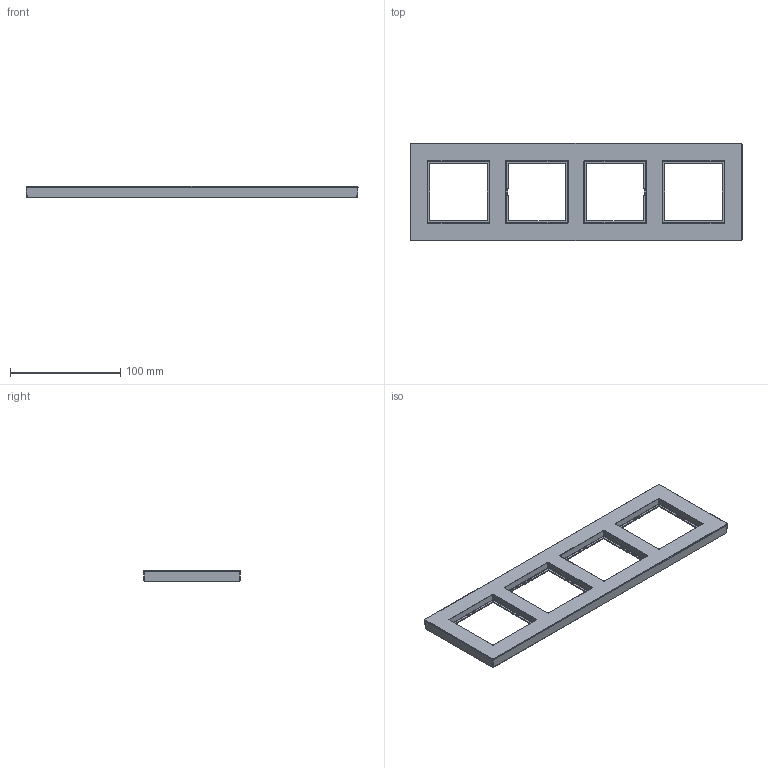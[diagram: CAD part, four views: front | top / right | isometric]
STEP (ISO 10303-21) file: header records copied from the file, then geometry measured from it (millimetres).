
FILE_DESCRIPTION((''),'2;1');
FILE_NAME('WAD8400_GEN_ASM','2025-03-19T10:27:49',('andolfs'),(''),'CREO PARAMETRIC BY PTC INC, 2023154','CREO PARAMETRIC BY PTC INC, 2023154','');
FILE_SCHEMA(('CONFIG_CONTROL_DESIGN','SHAPE_APPEARANCE_LAYERS_GROUPS'));
Products named in the file (3): W4G0094_18; W1A2430_GEN; WAD8400_GEN_ASM
Assembly tree (2 placements, depth 2):
  WAD8400_GEN_ASM
    W4G0094_18
    W1A2430_GEN
Bounding box: 301 x 88 x 10 mm (x, y, z)
Volume: 44358.2 mm3; surface area: 55465.9 mm2
Topology: 1 solids, 1 shells, 2833 faces, 7438 edges, 4778 vertices
Faces by surface type: plane 887, extrusion 806, bspline 522, cylinder 498, torus 68, cone 36, revolution 16
Entity records: 160741 total; most frequent: CARTESIAN_POINT 75396, ORIENTED_EDGE 14876, DIRECTION 9264, PRESENTATION_STYLE_ASSIGNMENT 7447, STYLED_ITEM 7447, CURVE_STYLE 7438, EDGE_CURVE 7438, VERTEX_POINT 4778
